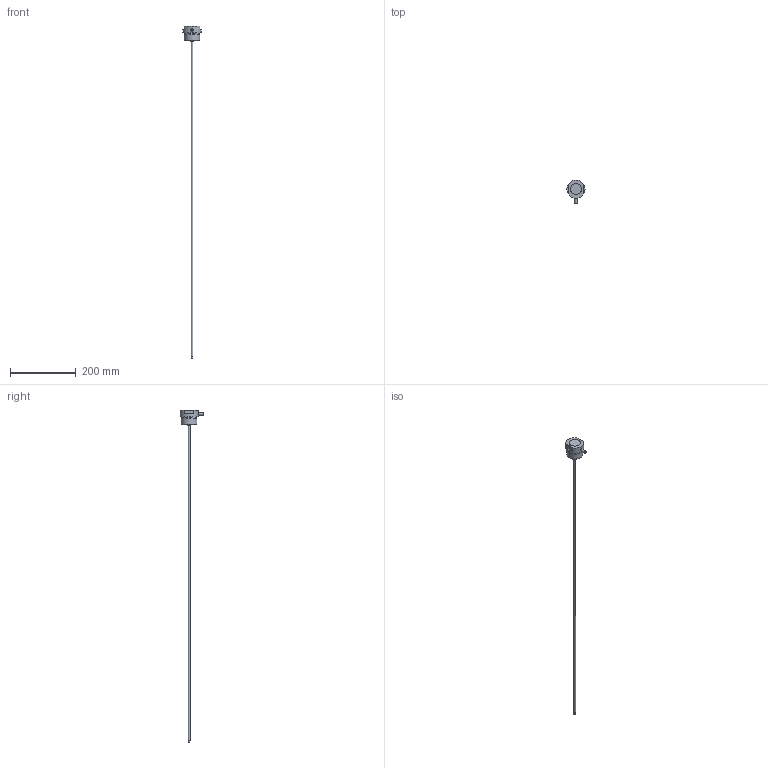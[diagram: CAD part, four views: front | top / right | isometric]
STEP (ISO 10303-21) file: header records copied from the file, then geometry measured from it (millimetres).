
FILE_DESCRIPTION(/* description */ (''),/* implementation_level */ '2;1');
FILE_NAME(/* name */ 'VTI1.stp',/* time_stamp */ '2020-01-07T15:33:01+01:00',/* author */ ('tvb'),/* organization */ (''),/* preprocessor_version */ 'ST-DEVELOPER v18',/* originating_system */ 'Autodesk Inventor 2020',/* authorisation */ '');
FILE_SCHEMA (('AUTOMOTIVE_DESIGN { 1 0 10303 214 3 1 1 }'));
Length unit declared in the file: millimetre
Products named in the file (7): VTI1; 42735-1; Cable; Isolation; ELEC5-1; Potting; WUERTH 03285 hexagonal nut    DIN 439 BM5 A2 BLK EDST
Assembly tree (6 placements, depth 2):
  VTI1
    42735-1
    Cable
    Isolation
    ELEC5-1
    Potting
    WUERTH 03285 hexagonal nut    DIN 439 BM5 A2 BLK EDST
Bounding box: 55 x 72.5 x 1006.73 mm (x, y, z)
Volume: 118573.5 mm3; surface area: 69504 mm2
Topology: 6 solids, 6 shells, 68 faces, 158 edges, 109 vertices
Faces by surface type: plane 29, cone 24, cylinder 15
Full cylindrical faces by diameter (mm): 4.134 x1, 4.3 x1, 5 x3, 6 x2, 6.4 x1, 7.6 x1, 9 x1, 9.238 x1, 10.238 x1, 44.845 x1, 47.803 x1, 55 x1
Entity records: 2387 total; most frequent: CARTESIAN_POINT 534, DIRECTION 381, ORIENTED_EDGE 316, AXIS2_PLACEMENT_3D 170, EDGE_CURVE 158, VERTEX_POINT 109, CIRCLE 89, EDGE_LOOP 83
